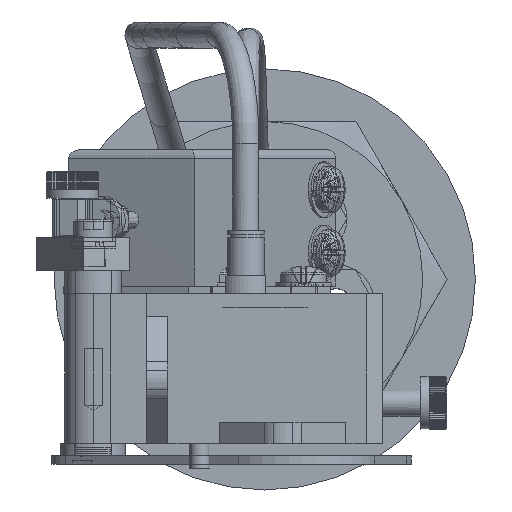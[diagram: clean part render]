
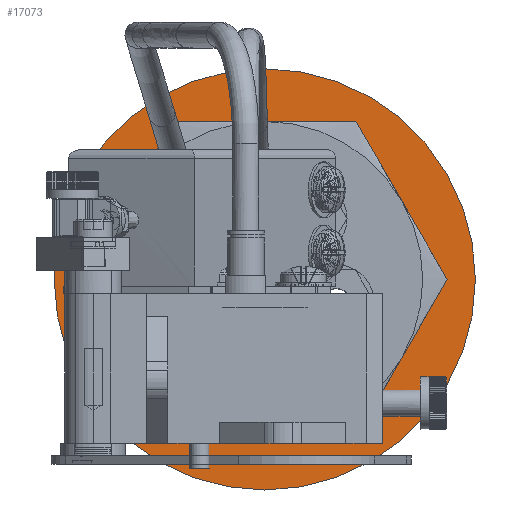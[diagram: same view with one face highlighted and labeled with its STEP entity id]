
A CAD part, front view. The second image highlights one B-rep face of the part: STEP entity #17073.
In plain terms, the highlighted planar face has unit normal (0, -1, 0).
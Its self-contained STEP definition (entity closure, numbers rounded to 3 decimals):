
#15436=PLANE('',#42572);
#17073=ADVANCED_FACE('',(#19530,#19531),#15436,.F.);
#19530=FACE_BOUND('',#20461,.T.);
#19531=FACE_BOUND('',#20462,.T.);
#20461=EDGE_LOOP('',(#23506));
#20462=EDGE_LOOP('',(#23507));
#23506=ORIENTED_EDGE('',*,*,#35870,.F.);
#23507=ORIENTED_EDGE('',*,*,#35872,.T.);
#32760=VERTEX_POINT('',#58234);
#32762=VERTEX_POINT('',#58239);
#35870=EDGE_CURVE('',#32760,#32760,#40526,.T.);
#35872=EDGE_CURVE('',#32762,#32762,#40528,.T.);
#40526=CIRCLE('',#42566,25.4);
#40528=CIRCLE('',#42569,13.03);
#42566=AXIS2_PLACEMENT_3D('',#58233,#47195,#47196);
#42569=AXIS2_PLACEMENT_3D('',#58238,#47201,#47202);
#42572=AXIS2_PLACEMENT_3D('',#58243,#47207,#47208);
#47195=DIRECTION('',(0.,1.,0.));
#47196=DIRECTION('',(1.,0.,0.));
#47201=DIRECTION('',(0.,1.,0.));
#47202=DIRECTION('',(1.,0.,0.));
#47207=DIRECTION('',(0.,1.,0.));
#47208=DIRECTION('',(-1.,0.,0.));
#58233=CARTESIAN_POINT('',(-2.159,35.447,0.635));
#58234=CARTESIAN_POINT('',(23.241,35.447,0.635));
#58238=CARTESIAN_POINT('',(-2.159,35.447,0.635));
#58239=CARTESIAN_POINT('',(10.871,35.447,0.635));
#58243=CARTESIAN_POINT('',(-2.159,35.447,0.635));
